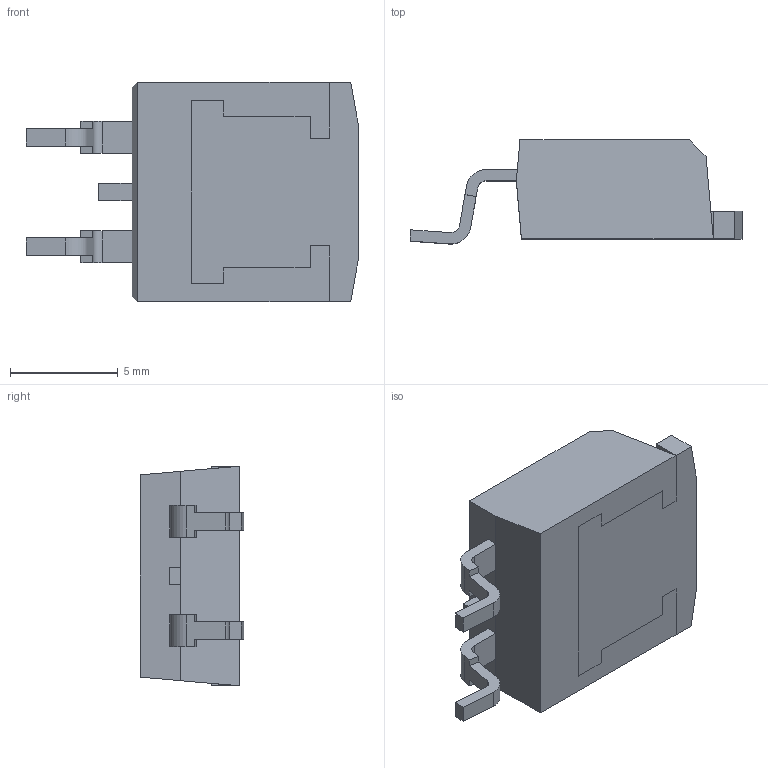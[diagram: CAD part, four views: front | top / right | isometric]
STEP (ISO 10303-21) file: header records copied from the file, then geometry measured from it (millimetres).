
FILE_DESCRIPTION (( 'STEP AP214' ), '1' );
FILE_NAME ('T1635H-6G-TR.STEP', '2025-08-11T21:37:49', ( '' ), ( '' ), 'SwSTEP 2.0', 'SolidWorks 2021', '' );
FILE_SCHEMA (( 'AUTOMOTIVE_DESIGN' ));
Length unit declared in the file: millimetre
Products named in the file (1): T1635H-6G-TR
Bounding box: 15.43 x 4.83 x 10.2 mm (x, y, z)
Volume: 421.9 mm3; surface area: 590 mm2
Topology: 5 solids, 5 shells, 85 faces, 222 edges, 148 vertices
Faces by surface type: plane 75, cylinder 10
Entity records: 2646 total; most frequent: CARTESIAN_POINT 456, ORIENTED_EDGE 444, DIRECTION 414, EDGE_CURVE 222, LINE 202, VECTOR 202, VERTEX_POINT 148, AXIS2_PLACEMENT_3D 106
